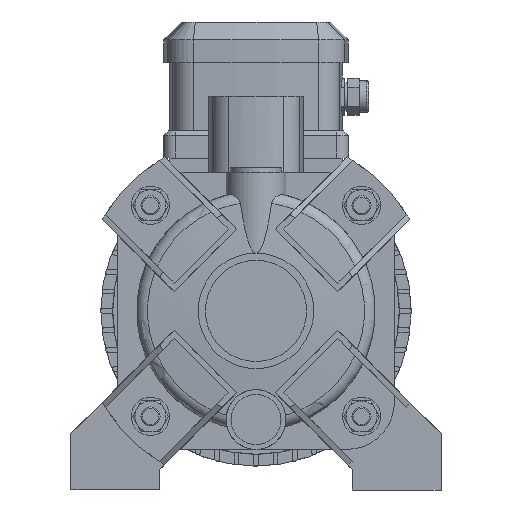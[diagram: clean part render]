
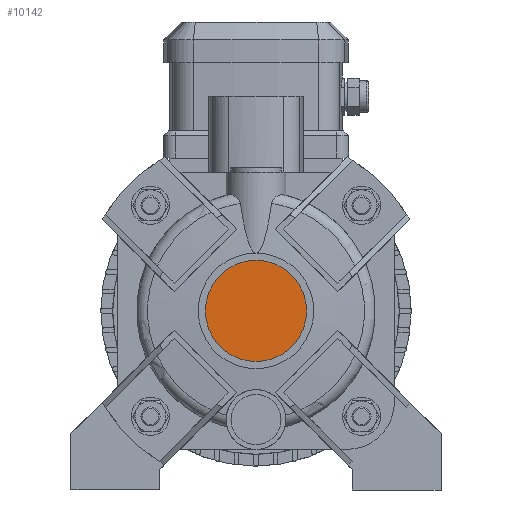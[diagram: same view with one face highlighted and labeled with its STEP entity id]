
A CAD part, left-side view. The second image highlights one B-rep face of the part: STEP entity #10142.
In plain terms, the highlighted planar face has unit normal (-1, 0, 0).
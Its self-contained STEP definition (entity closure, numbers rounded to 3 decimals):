
#2078=PLANE('',#10895);
#2587=FACE_OUTER_BOUND('',#3243,.T.);
#3243=EDGE_LOOP('',(#7383));
#3951=CIRCLE('',#10896,21.2);
#4539=VERTEX_POINT('',#16151);
#5633=EDGE_CURVE('',#4539,#4539,#3951,.T.);
#7383=ORIENTED_EDGE('',*,*,#5633,.F.);
#10142=ADVANCED_FACE('',(#2587),#2078,.T.);
#10895=AXIS2_PLACEMENT_3D('',#16150,#12284,#12285);
#10896=AXIS2_PLACEMENT_3D('',#16152,#12286,#12287);
#12284=DIRECTION('center_axis',(-1.,0.,0.));
#12285=DIRECTION('ref_axis',(0.,0.,1.));
#12286=DIRECTION('center_axis',(1.,0.,0.));
#12287=DIRECTION('ref_axis',(0.,1.,0.));
#16150=CARTESIAN_POINT('Origin',(-173.3,22.7,75.));
#16151=CARTESIAN_POINT('',(-173.3,21.2,75.));
#16152=CARTESIAN_POINT('Origin',(-173.3,0.,75.));
